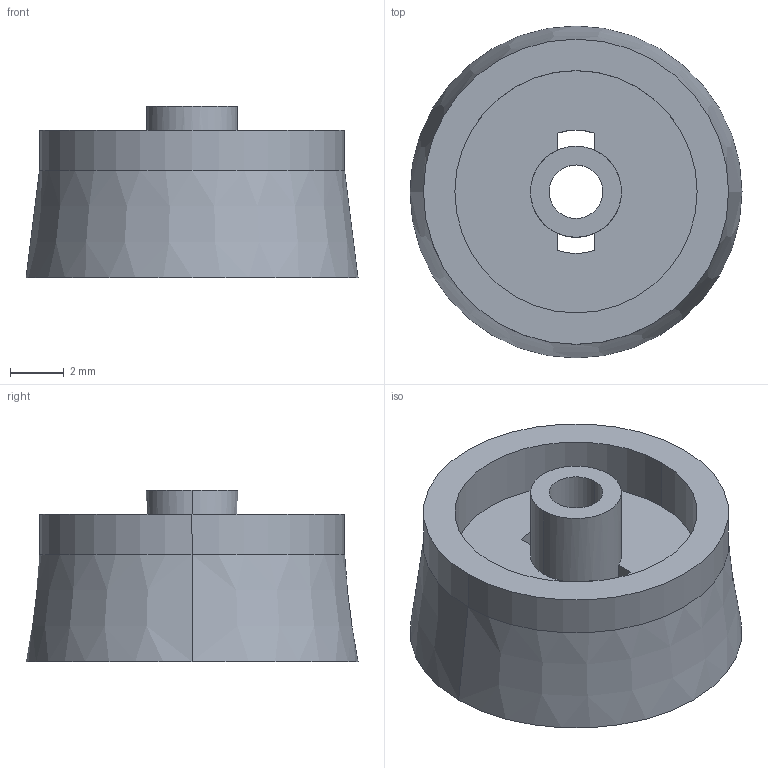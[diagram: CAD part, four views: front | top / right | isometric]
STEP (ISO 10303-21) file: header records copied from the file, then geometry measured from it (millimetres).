
FILE_DESCRIPTION (( 'STEP AP214' ), '1' );
FILE_NAME ('棠柲芛-翋极-羲耀-20220705.STEP', '2022-07-05T07:23:48', ( '' ), ( '' ), 'SwSTEP 2.0', 'SolidWorks 2016', '' );
FILE_SCHEMA (( 'AUTOMOTIVE_DESIGN' ));
Length unit declared in the file: millimetre
Products named in the file (1): 棠柲芛-翋极-羲耀-20220705
Bounding box: 12.4 x 12.4 x 6.4 mm (x, y, z)
Volume: 297 mm3; surface area: 614.6 mm2
Topology: 1 solids, 1 shells, 29 faces, 70 edges, 46 vertices
Faces by surface type: cylinder 16, plane 11, cone 2
Entity records: 1231 total; most frequent: DIRECTION 168, CARTESIAN_POINT 146, ORIENTED_EDGE 140, EDGE_CURVE 70, AXIS2_PLACEMENT_3D 68, VERTEX_POINT 46, CIRCLE 38, EDGE_LOOP 38
